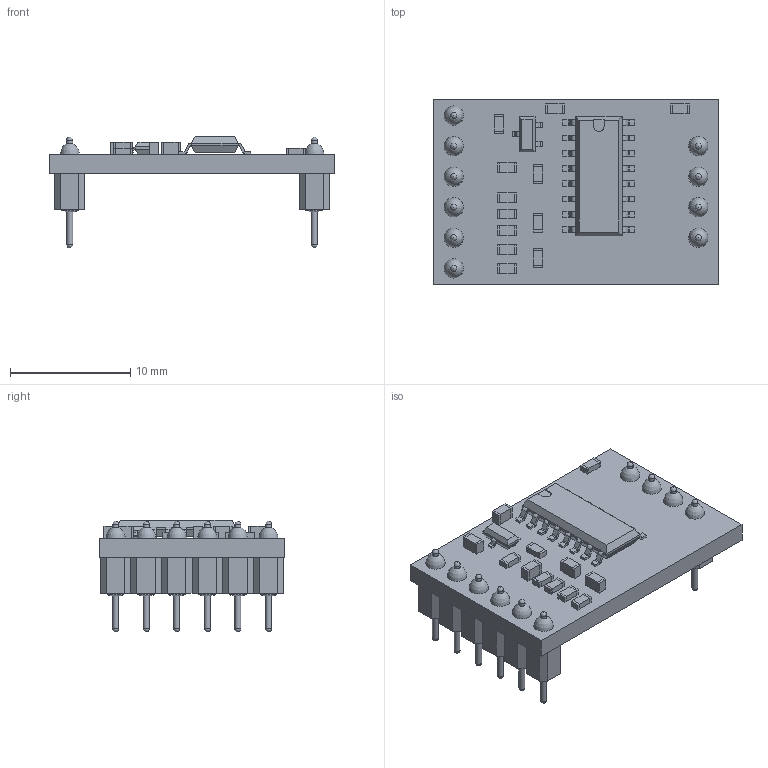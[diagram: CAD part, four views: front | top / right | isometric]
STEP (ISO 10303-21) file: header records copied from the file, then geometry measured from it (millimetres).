
FILE_DESCRIPTION(('FreeCAD Model'),'2;1');
FILE_NAME('Open CASCADE Shape Model','2025-10-29T19:07:04',(''),(''), 'Open CASCADE STEP processor 7.9','FreeCAD','Unknown');
FILE_SCHEMA(('AP242_MANAGED_MODEL_BASED_3D_ENGINEERING_MIM_LF {1 0 10303 442 1 1 4 }' ));
Length unit declared in the file: millimetre
Products named in the file (97): HX711_Module; 1x6 Male Header_019; 1x6 Male Header_001; 1x6 Male Header_002; 1x6 Male Header_003; 1x6 Male Header_004; 1x6 Male Header_005; 1x6 Male Header_006; 1x6 Male Header_007; 1x6 Male Header_008; 1x6 Male Header_009; 1x6 Male Header_010; 1x6 Male Header_011; 1x6 Male Header_012; 1x6 Male Header_013; 1x6 Male Header_014; 1x6 Male Header_015; 1x6 Male Header_016; 1x6 Male Header_017; 1x6 Male Header_018; 1x4 Male Header_013; 1x4 Male Header_001; 1x4 Male Header_002; 1x4 Male Header_003; 1x4 Male Header_004; 1x4 Male Header_005; 1x4 Male Header_006; 1x4 Male Header_007; 1x4 Male Header_008; 1x4 Male Header_009; 1x4 Male Header_010; 1x4 Male Header_011; 1x4 Male Header_012; SOP-16L_010; SOP-16L_001; SOP-16L_002; SOP-16L_003; SOP-16L_004; SOP-16L_005; SOP-16L_006 ...
Assembly tree (96 placements, depth 3):
  HX711_Module
    1x6 Male Header_019
      1x6 Male Header_001
      1x6 Male Header_002
      1x6 Male Header_003
      1x6 Male Header_004
      1x6 Male Header_005
      1x6 Male Header_006
      1x6 Male Header_007
      1x6 Male Header_008
      1x6 Male Header_009
      1x6 Male Header_010
      1x6 Male Header_011
      1x6 Male Header_012
      1x6 Male Header_013
      1x6 Male Header_014
      1x6 Male Header_015
      1x6 Male Header_016
      1x6 Male Header_017
      1x6 Male Header_018
    1x4 Male Header_013
      1x4 Male Header_001
      1x4 Male Header_002
      1x4 Male Header_003
      1x4 Male Header_004
      1x4 Male Header_005
      1x4 Male Header_006
      1x4 Male Header_007
      1x4 Male Header_008
      1x4 Male Header_009
      1x4 Male Header_010
      1x4 Male Header_011
      1x4 Male Header_012
    SOP-16L_010
      SOP-16L_001
      SOP-16L_002
      SOP-16L_003
      SOP-16L_004
      SOP-16L_005
      SOP-16L_006
      SOP-16L_007
      SOP-16L_008
      SOP-16L_009
    Body_001
    0603 Resistor_004
      0603 Resistor_001
      0603 Resistor_002
      0603 Resistor_003
    0603 Capacitor_004
      0603 Capacitor_001
      0603 Capacitor_002
      0603 Capacitor_003
    0603 Capacitor_008
      0603 Capacitor_005
      0603 Capacitor_006
      0603 Capacitor_007
    0603 Capacitor_012
      0603 Capacitor_009
      0603 Capacitor_010
      0603 Capacitor_011
Bounding box: 23.6 x 15.4 x 9.3 mm (x, y, z)
Volume: 842.9 mm3; surface area: 2000.6 mm2
Topology: 80 solids, 80 shells, 692 faces, 1590 edges, 1038 vertices
Faces by surface type: plane 515, cylinder 137, sphere 20, revolution 10, cone 10
Full cylindrical faces by diameter (mm): 0.5 x30, 0.9 x10, 1.4 x20
Entity records: 21787 total; most frequent: DIRECTION 3472, CARTESIAN_POINT 3407, ORIENTED_EDGE 3140, EDGE_CURVE 1570, LINE 1256, VECTOR 1256, AXIS2_PLACEMENT_3D 1103, VERTEX_POINT 1038
